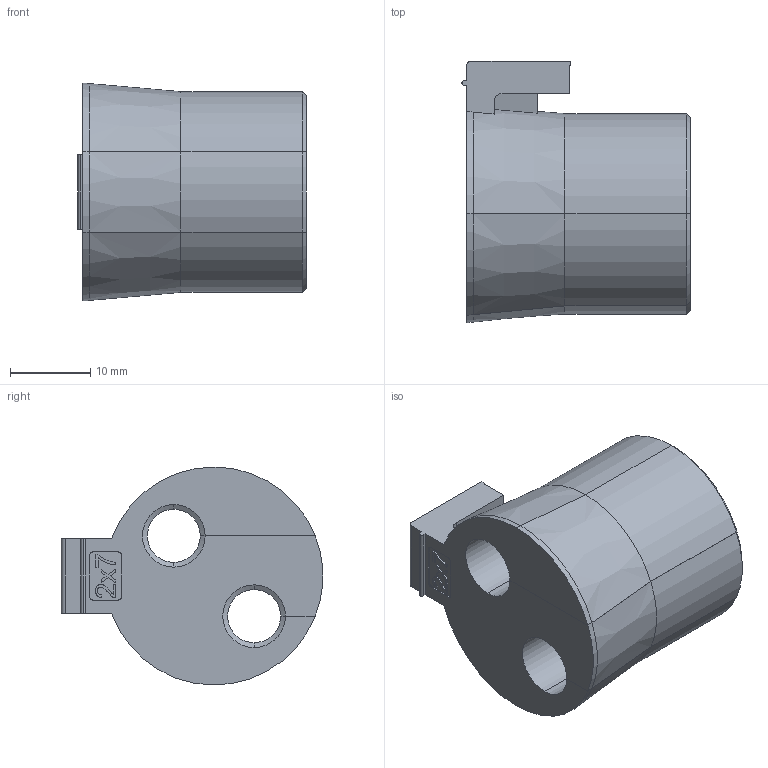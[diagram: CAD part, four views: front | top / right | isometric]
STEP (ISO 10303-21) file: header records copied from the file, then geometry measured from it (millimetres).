
FILE_DESCRIPTION (( 'STEP AP203' ), '1' );
FILE_NAME ('568416.step', '2019-11-21T17:30:53', ( '' ), ( '' ), 'SwSTEP 2.0', 'SolidWorks 2019', '' );
FILE_SCHEMA (( 'CONFIG_CONTROL_DESIGN' ));
Length unit declared in the file: inch
Products named in the file (1): 568416
Bounding box: 28.4 x 32.53 x 27.14 mm (x, y, z)
Volume: 12121.3 mm3; surface area: 5724.6 mm2
Topology: 1 solids, 1 shells, 121 faces, 324 edges, 209 vertices
Faces by surface type: plane 51, cylinder 32, cone 24, bspline 14
Entity records: 3936 total; most frequent: CARTESIAN_POINT 910, ORIENTED_EDGE 648, DIRECTION 567, EDGE_CURVE 324, VERTEX_POINT 209, VECTOR 195, LINE 195, AXIS2_PLACEMENT_3D 186
